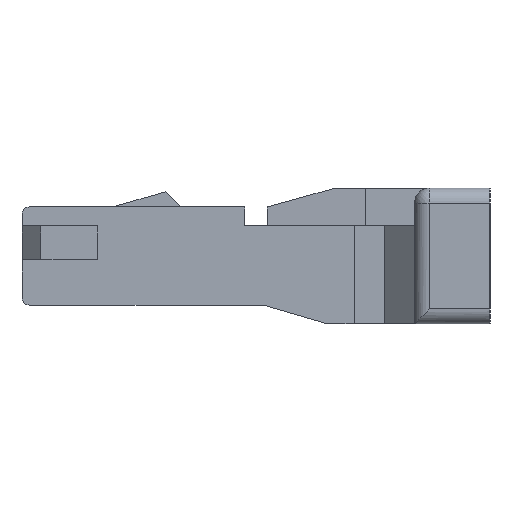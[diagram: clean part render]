
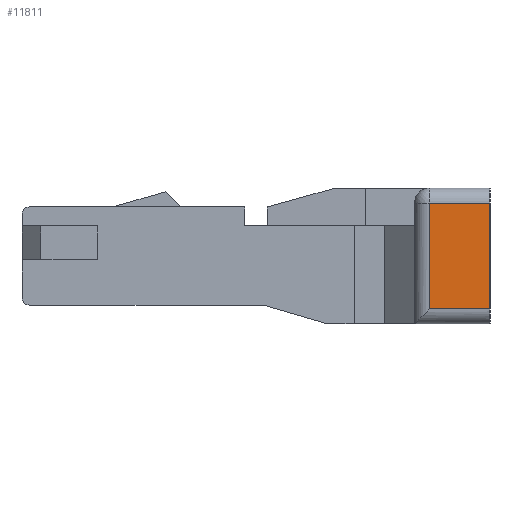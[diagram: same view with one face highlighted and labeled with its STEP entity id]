
A CAD part, left-side view. The second image highlights one B-rep face of the part: STEP entity #11811.
In plain terms, the highlighted planar face has unit normal (-1, 0, 0).
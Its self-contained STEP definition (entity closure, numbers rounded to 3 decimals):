
#55 = CYLINDRICAL_SURFACE('',#56,0.2);
#56 = AXIS2_PLACEMENT_3D('',#57,#58,#59);
#57 = CARTESIAN_POINT('',(-4.535,-10.582,-0.7));
#58 = DIRECTION('',(0.,1.,0.));
#59 = DIRECTION('',(0.,0.,-1.));
#105 = PLANE('',#106);
#106 = AXIS2_PLACEMENT_3D('',#107,#108,#109);
#107 = CARTESIAN_POINT('',(-4.735,-2.5,-0.9));
#108 = DIRECTION('',(0.,-1.,0.));
#109 = DIRECTION('',(1.,0.,0.));
#476 = EDGE_CURVE('',#477,#479,#481,.T.);
#477 = VERTEX_POINT('',#478);
#478 = CARTESIAN_POINT('',(-4.735,-2.5,-0.7));
#479 = VERTEX_POINT('',#480);
#480 = CARTESIAN_POINT('',(-4.735,-1.7,-0.7));
#481 = SURFACE_CURVE('',#482,(#486,#515),.PCURVE_S1.);
#482 = LINE('',#483,#484);
#483 = CARTESIAN_POINT('',(-4.735,-2.5,-0.7));
#484 = VECTOR('',#485,1.);
#485 = DIRECTION('',(0.,1.,0.));
#486 = PCURVE('',#55,#487);
#487 = DEFINITIONAL_REPRESENTATION('',(#488),#514);
#488 = B_SPLINE_CURVE_WITH_KNOTS('',3,(#489,#490,#491,#492,#493,#494,
    #495,#496,#497,#498,#499,#500,#501,#502,#503,#504,#505,#506,#507,
    #508,#509,#510,#511,#512,#513),.UNSPECIFIED.,.F.,.F.,(4,1,1,1,1,1,1,
    1,1,1,1,1,1,1,1,1,1,1,1,1,1,1,4),(0.,0.036,
    0.073,0.109,0.145,0.182,
    0.218,0.255,0.291,0.327,
    0.364,0.4,0.436,0.473,0.509,
    0.545,0.582,0.618,0.655,
    0.691,0.727,0.764,0.8),
  .QUASI_UNIFORM_KNOTS.);
#489 = CARTESIAN_POINT('',(1.571,8.082));
#490 = CARTESIAN_POINT('',(1.571,8.094));
#491 = CARTESIAN_POINT('',(1.571,8.119));
#492 = CARTESIAN_POINT('',(1.571,8.155));
#493 = CARTESIAN_POINT('',(1.571,8.191));
#494 = CARTESIAN_POINT('',(1.571,8.228));
#495 = CARTESIAN_POINT('',(1.571,8.264));
#496 = CARTESIAN_POINT('',(1.571,8.301));
#497 = CARTESIAN_POINT('',(1.571,8.337));
#498 = CARTESIAN_POINT('',(1.571,8.373));
#499 = CARTESIAN_POINT('',(1.571,8.41));
#500 = CARTESIAN_POINT('',(1.571,8.446));
#501 = CARTESIAN_POINT('',(1.571,8.482));
#502 = CARTESIAN_POINT('',(1.571,8.519));
#503 = CARTESIAN_POINT('',(1.571,8.555));
#504 = CARTESIAN_POINT('',(1.571,8.591));
#505 = CARTESIAN_POINT('',(1.571,8.628));
#506 = CARTESIAN_POINT('',(1.571,8.664));
#507 = CARTESIAN_POINT('',(1.571,8.701));
#508 = CARTESIAN_POINT('',(1.571,8.737));
#509 = CARTESIAN_POINT('',(1.571,8.773));
#510 = CARTESIAN_POINT('',(1.571,8.81));
#511 = CARTESIAN_POINT('',(1.571,8.846));
#512 = CARTESIAN_POINT('',(1.571,8.87));
#513 = CARTESIAN_POINT('',(1.571,8.882));
#514 = ( GEOMETRIC_REPRESENTATION_CONTEXT(2) 
PARAMETRIC_REPRESENTATION_CONTEXT() REPRESENTATION_CONTEXT('2D SPACE',''
  ) );
#515 = PCURVE('',#516,#521);
#516 = PLANE('',#517);
#517 = AXIS2_PLACEMENT_3D('',#518,#519,#520);
#518 = CARTESIAN_POINT('',(-4.735,-1.5,-0.9));
#519 = DIRECTION('',(-1.,0.,0.));
#520 = DIRECTION('',(0.,-1.,0.));
#521 = DEFINITIONAL_REPRESENTATION('',(#522),#526);
#522 = LINE('',#523,#524);
#523 = CARTESIAN_POINT('',(1.,0.2));
#524 = VECTOR('',#525,1.);
#525 = DIRECTION('',(-1.,0.));
#526 = ( GEOMETRIC_REPRESENTATION_CONTEXT(2) 
PARAMETRIC_REPRESENTATION_CONTEXT() REPRESENTATION_CONTEXT('2D SPACE',''
  ) );
#593 = CYLINDRICAL_SURFACE('',#594,0.2);
#594 = AXIS2_PLACEMENT_3D('',#595,#596,#597);
#595 = CARTESIAN_POINT('',(-4.535,-1.7,-3.246));
#596 = DIRECTION('',(0.,0.,1.));
#597 = DIRECTION('',(0.,1.,0.));
#880 = EDGE_CURVE('',#477,#881,#883,.T.);
#881 = VERTEX_POINT('',#882);
#882 = CARTESIAN_POINT('',(-4.735,-2.5,0.7));
#883 = SURFACE_CURVE('',#884,(#888,#895),.PCURVE_S1.);
#884 = LINE('',#885,#886);
#885 = CARTESIAN_POINT('',(-4.735,-2.5,-0.7));
#886 = VECTOR('',#887,1.);
#887 = DIRECTION('',(0.,0.,1.));
#888 = PCURVE('',#105,#889);
#889 = DEFINITIONAL_REPRESENTATION('',(#890),#894);
#890 = LINE('',#891,#892);
#891 = CARTESIAN_POINT('',(0.,0.2));
#892 = VECTOR('',#893,1.);
#893 = DIRECTION('',(0.,1.));
#894 = ( GEOMETRIC_REPRESENTATION_CONTEXT(2) 
PARAMETRIC_REPRESENTATION_CONTEXT() REPRESENTATION_CONTEXT('2D SPACE',''
  ) );
#895 = PCURVE('',#516,#896);
#896 = DEFINITIONAL_REPRESENTATION('',(#897),#901);
#897 = LINE('',#898,#899);
#898 = CARTESIAN_POINT('',(1.,0.2));
#899 = VECTOR('',#900,1.);
#900 = DIRECTION('',(0.,1.));
#901 = ( GEOMETRIC_REPRESENTATION_CONTEXT(2) 
PARAMETRIC_REPRESENTATION_CONTEXT() REPRESENTATION_CONTEXT('2D SPACE',''
  ) );
#920 = CYLINDRICAL_SURFACE('',#921,0.2);
#921 = AXIS2_PLACEMENT_3D('',#922,#923,#924);
#922 = CARTESIAN_POINT('',(-4.535,-10.582,0.7));
#923 = DIRECTION('',(0.,1.,0.));
#924 = DIRECTION('',(-1.,0.,0.));
#11700 = VERTEX_POINT('',#11701);
#11701 = CARTESIAN_POINT('',(-4.735,-1.7,0.7));
#11769 = EDGE_CURVE('',#479,#11700,#11770,.T.);
#11770 = SURFACE_CURVE('',#11771,(#11775,#11804),.PCURVE_S1.);
#11771 = LINE('',#11772,#11773);
#11772 = CARTESIAN_POINT('',(-4.735,-1.7,-0.7));
#11773 = VECTOR('',#11774,1.);
#11774 = DIRECTION('',(0.,0.,1.));
#11775 = PCURVE('',#593,#11776);
#11776 = DEFINITIONAL_REPRESENTATION('',(#11777),#11803);
#11777 = B_SPLINE_CURVE_WITH_KNOTS('',3,(#11778,#11779,#11780,#11781,
    #11782,#11783,#11784,#11785,#11786,#11787,#11788,#11789,#11790,
    #11791,#11792,#11793,#11794,#11795,#11796,#11797,#11798,#11799,
    #11800,#11801,#11802),.UNSPECIFIED.,.F.,.F.,(4,1,1,1,1,1,1,1,1,1,1,1
    ,1,1,1,1,1,1,1,1,1,1,4),(0.,0.064,0.127,
    0.191,0.255,0.318,0.382,
    0.445,0.509,0.573,0.636,0.7,
    0.764,0.827,0.891,0.955,
    1.018,1.082,1.145,1.209,
    1.273,1.336,1.4),.QUASI_UNIFORM_KNOTS.);
#11778 = CARTESIAN_POINT('',(1.571,2.546));
#11779 = CARTESIAN_POINT('',(1.571,2.568));
#11780 = CARTESIAN_POINT('',(1.571,2.61));
#11781 = CARTESIAN_POINT('',(1.571,2.674));
#11782 = CARTESIAN_POINT('',(1.571,2.737));
#11783 = CARTESIAN_POINT('',(1.571,2.801));
#11784 = CARTESIAN_POINT('',(1.571,2.865));
#11785 = CARTESIAN_POINT('',(1.571,2.928));
#11786 = CARTESIAN_POINT('',(1.571,2.992));
#11787 = CARTESIAN_POINT('',(1.571,3.056));
#11788 = CARTESIAN_POINT('',(1.571,3.119));
#11789 = CARTESIAN_POINT('',(1.571,3.183));
#11790 = CARTESIAN_POINT('',(1.571,3.246));
#11791 = CARTESIAN_POINT('',(1.571,3.31));
#11792 = CARTESIAN_POINT('',(1.571,3.374));
#11793 = CARTESIAN_POINT('',(1.571,3.437));
#11794 = CARTESIAN_POINT('',(1.571,3.501));
#11795 = CARTESIAN_POINT('',(1.571,3.565));
#11796 = CARTESIAN_POINT('',(1.571,3.628));
#11797 = CARTESIAN_POINT('',(1.571,3.692));
#11798 = CARTESIAN_POINT('',(1.571,3.756));
#11799 = CARTESIAN_POINT('',(1.571,3.819));
#11800 = CARTESIAN_POINT('',(1.571,3.883));
#11801 = CARTESIAN_POINT('',(1.571,3.925));
#11802 = CARTESIAN_POINT('',(1.571,3.946));
#11803 = ( GEOMETRIC_REPRESENTATION_CONTEXT(2) 
PARAMETRIC_REPRESENTATION_CONTEXT() REPRESENTATION_CONTEXT('2D SPACE',''
  ) );
#11804 = PCURVE('',#516,#11805);
#11805 = DEFINITIONAL_REPRESENTATION('',(#11806),#11810);
#11806 = LINE('',#11807,#11808);
#11807 = CARTESIAN_POINT('',(0.2,0.2));
#11808 = VECTOR('',#11809,1.);
#11809 = DIRECTION('',(0.,1.));
#11810 = ( GEOMETRIC_REPRESENTATION_CONTEXT(2) 
PARAMETRIC_REPRESENTATION_CONTEXT() REPRESENTATION_CONTEXT('2D SPACE',''
  ) );
#11811 = ADVANCED_FACE('',(#11812),#516,.T.);
#11812 = FACE_BOUND('',#11813,.F.);
#11813 = EDGE_LOOP('',(#11814,#11857,#11858,#11859));
#11814 = ORIENTED_EDGE('',*,*,#11815,.F.);
#11815 = EDGE_CURVE('',#881,#11700,#11816,.T.);
#11816 = SURFACE_CURVE('',#11817,(#11821,#11828),.PCURVE_S1.);
#11817 = LINE('',#11818,#11819);
#11818 = CARTESIAN_POINT('',(-4.735,-2.5,0.7));
#11819 = VECTOR('',#11820,1.);
#11820 = DIRECTION('',(0.,1.,0.));
#11821 = PCURVE('',#516,#11822);
#11822 = DEFINITIONAL_REPRESENTATION('',(#11823),#11827);
#11823 = LINE('',#11824,#11825);
#11824 = CARTESIAN_POINT('',(1.,1.6));
#11825 = VECTOR('',#11826,1.);
#11826 = DIRECTION('',(-1.,0.));
#11827 = ( GEOMETRIC_REPRESENTATION_CONTEXT(2) 
PARAMETRIC_REPRESENTATION_CONTEXT() REPRESENTATION_CONTEXT('2D SPACE',''
  ) );
#11828 = PCURVE('',#920,#11829);
#11829 = DEFINITIONAL_REPRESENTATION('',(#11830),#11856);
#11830 = B_SPLINE_CURVE_WITH_KNOTS('',3,(#11831,#11832,#11833,#11834,
    #11835,#11836,#11837,#11838,#11839,#11840,#11841,#11842,#11843,
    #11844,#11845,#11846,#11847,#11848,#11849,#11850,#11851,#11852,
    #11853,#11854,#11855),.UNSPECIFIED.,.F.,.F.,(4,1,1,1,1,1,1,1,1,1,1,1
    ,1,1,1,1,1,1,1,1,1,1,4),(0.,0.036,
    0.073,0.109,0.145,0.182,
    0.218,0.255,0.291,0.327,
    0.364,0.4,0.436,0.473,0.509,
    0.545,0.582,0.618,0.655,
    0.691,0.727,0.764,0.8),
  .QUASI_UNIFORM_KNOTS.);
#11831 = CARTESIAN_POINT('',(0.,8.082));
#11832 = CARTESIAN_POINT('',(0.,8.094));
#11833 = CARTESIAN_POINT('',(0.,8.119));
#11834 = CARTESIAN_POINT('',(0.,8.155));
#11835 = CARTESIAN_POINT('',(0.,8.191));
#11836 = CARTESIAN_POINT('',(0.,8.228));
#11837 = CARTESIAN_POINT('',(0.,8.264));
#11838 = CARTESIAN_POINT('',(0.,8.301));
#11839 = CARTESIAN_POINT('',(0.,8.337));
#11840 = CARTESIAN_POINT('',(0.,8.373));
#11841 = CARTESIAN_POINT('',(0.,8.41));
#11842 = CARTESIAN_POINT('',(0.,8.446));
#11843 = CARTESIAN_POINT('',(0.,8.482));
#11844 = CARTESIAN_POINT('',(0.,8.519));
#11845 = CARTESIAN_POINT('',(0.,8.555));
#11846 = CARTESIAN_POINT('',(0.,8.591));
#11847 = CARTESIAN_POINT('',(0.,8.628));
#11848 = CARTESIAN_POINT('',(0.,8.664));
#11849 = CARTESIAN_POINT('',(0.,8.701));
#11850 = CARTESIAN_POINT('',(0.,8.737));
#11851 = CARTESIAN_POINT('',(0.,8.773));
#11852 = CARTESIAN_POINT('',(0.,8.81));
#11853 = CARTESIAN_POINT('',(0.,8.846));
#11854 = CARTESIAN_POINT('',(0.,8.87));
#11855 = CARTESIAN_POINT('',(0.,8.882));
#11856 = ( GEOMETRIC_REPRESENTATION_CONTEXT(2) 
PARAMETRIC_REPRESENTATION_CONTEXT() REPRESENTATION_CONTEXT('2D SPACE',''
  ) );
#11857 = ORIENTED_EDGE('',*,*,#880,.F.);
#11858 = ORIENTED_EDGE('',*,*,#476,.T.);
#11859 = ORIENTED_EDGE('',*,*,#11769,.T.);
